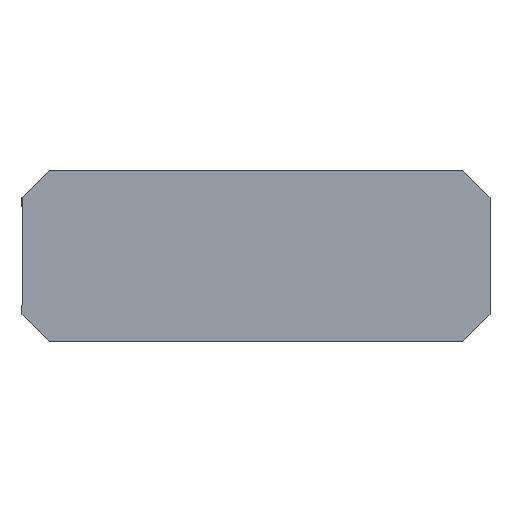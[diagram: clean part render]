
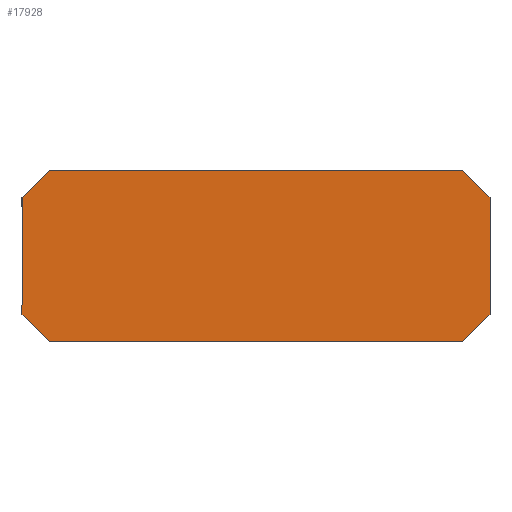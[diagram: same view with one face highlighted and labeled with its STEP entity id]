
A CAD part, front view. The second image highlights one B-rep face of the part: STEP entity #17928.
In plain terms, the highlighted planar face has unit normal (0, -1, 0).
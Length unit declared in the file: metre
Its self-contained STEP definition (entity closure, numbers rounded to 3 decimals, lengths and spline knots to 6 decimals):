
#6478=ORIENTED_EDGE('',*,*,#9014,.T.);
#6479=ORIENTED_EDGE('',*,*,#9015,.T.);
#6480=ORIENTED_EDGE('',*,*,#9016,.T.);
#6481=ORIENTED_EDGE('',*,*,#9017,.T.);
#6482=ORIENTED_EDGE('',*,*,#9018,.F.);
#6483=ORIENTED_EDGE('',*,*,#9012,.F.);
#6484=ORIENTED_EDGE('',*,*,#9019,.F.);
#6485=ORIENTED_EDGE('',*,*,#9020,.F.);
#9012=EDGE_CURVE('',#10625,#10626,#12065,.T.);
#9014=EDGE_CURVE('',#10627,#10628,#12067,.T.);
#9015=EDGE_CURVE('',#10628,#10629,#12068,.T.);
#9016=EDGE_CURVE('',#10629,#10630,#12069,.T.);
#9017=EDGE_CURVE('',#10630,#10631,#12070,.T.);
#9018=EDGE_CURVE('',#10626,#10631,#12071,.T.);
#9019=EDGE_CURVE('',#10632,#10625,#12072,.T.);
#9020=EDGE_CURVE('',#10627,#10632,#12073,.T.);
#10625=VERTEX_POINT('',#30810);
#10626=VERTEX_POINT('',#30812);
#10627=VERTEX_POINT('',#30816);
#10628=VERTEX_POINT('',#30817);
#10629=VERTEX_POINT('',#30819);
#10630=VERTEX_POINT('',#30821);
#10631=VERTEX_POINT('',#30823);
#10632=VERTEX_POINT('',#30826);
#12065=LINE('',#30811,#13517);
#12067=LINE('',#30815,#13519);
#12068=LINE('',#30818,#13520);
#12069=LINE('',#30820,#13521);
#12070=LINE('',#30822,#13522);
#12071=LINE('',#30824,#13523);
#12072=LINE('',#30825,#13524);
#12073=LINE('',#30827,#13525);
#13517=VECTOR('',#25677,1.);
#13519=VECTOR('',#25681,1.);
#13520=VECTOR('',#25682,1.);
#13521=VECTOR('',#25683,1.);
#13522=VECTOR('',#25684,1.);
#13523=VECTOR('',#25685,1.);
#13524=VECTOR('',#25686,1.);
#13525=VECTOR('',#25687,1.);
#14948=EDGE_LOOP('',(#6478,#6479,#6480,#6481,#6482,#6483,#6484,#6485));
#16355=FACE_BOUND('',#14948,.T.);
#16854=PLANE('',#20096);
#17928=ADVANCED_FACE('',(#16355),#16854,.T.);
#20096=AXIS2_PLACEMENT_3D('',#30814,#25679,#25680);
#25677=DIRECTION('',(1.,0.,0.));
#25679=DIRECTION('',(0.,-1.,0.));
#25680=DIRECTION('',(0.,0.,-1.));
#25681=DIRECTION('',(0.707,0.,-0.707));
#25682=DIRECTION('',(1.,0.,0.));
#25683=DIRECTION('',(0.707,0.,0.707));
#25684=DIRECTION('',(0.,0.,1.));
#25685=DIRECTION('',(0.707,0.,-0.707));
#25686=DIRECTION('',(0.707,0.,0.707));
#25687=DIRECTION('',(0.,0.,1.));
#30810=CARTESIAN_POINT('',(-0.084828,-0.161,0.0529));
#30811=CARTESIAN_POINT('',(0.032716,-0.161,0.0529));
#30812=CARTESIAN_POINT('',(0.042828,-0.161,0.0529));
#30814=CARTESIAN_POINT('',(0.025348,-0.161,0.0352));
#30815=CARTESIAN_POINT('',(-0.089012,-0.161,0.004184));
#30816=CARTESIAN_POINT('',(-0.093196,-0.161,0.008368));
#30817=CARTESIAN_POINT('',(-0.084828,-0.161,0.));
#30818=CARTESIAN_POINT('',(-0.060036,-0.161,0.));
#30819=CARTESIAN_POINT('',(0.042828,-0.161,0.));
#30820=CARTESIAN_POINT('',(0.051688,-0.161,0.00886));
#30821=CARTESIAN_POINT('',(0.051196,-0.161,0.008368));
#30822=CARTESIAN_POINT('',(0.051196,-0.161,0.021668));
#30823=CARTESIAN_POINT('',(0.051196,-0.161,0.044532));
#30824=CARTESIAN_POINT('',(0.042828,-0.161,0.0529));
#30825=CARTESIAN_POINT('',(-0.062214,-0.161,0.075514));
#30826=CARTESIAN_POINT('',(-0.093196,-0.161,0.044532));
#30827=CARTESIAN_POINT('',(-0.093196,-0.161,0.0529));
